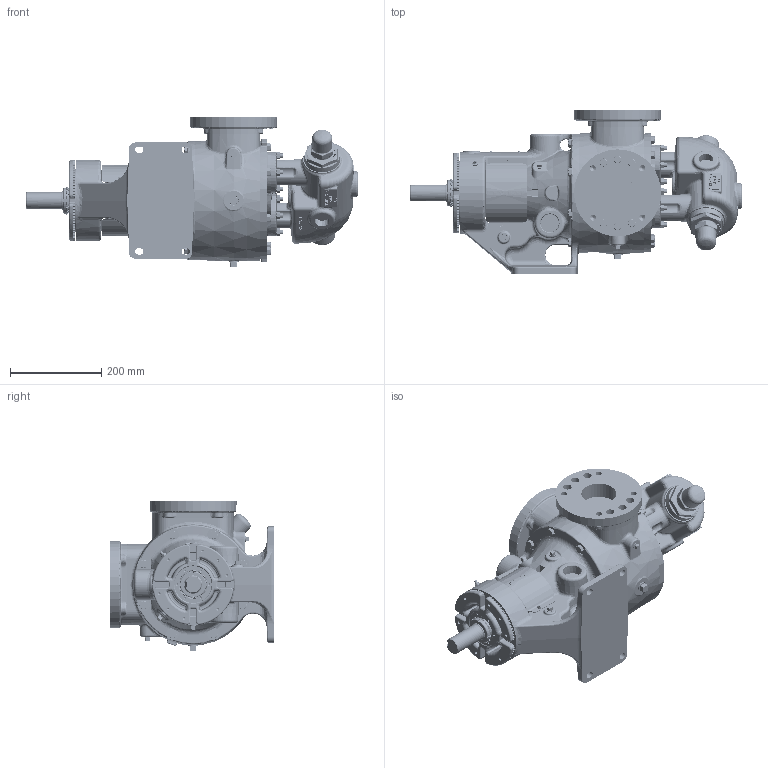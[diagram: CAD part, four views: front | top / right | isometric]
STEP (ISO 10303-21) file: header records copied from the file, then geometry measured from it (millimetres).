
FILE_DESCRIPTION (( 'STEP AP214' ), '1' );
FILE_NAME ('LV-4808.step', '2025-12-05T04:33:44', ( '' ), ( '' ), 'SwSTEP 2.0', 'SolidWorks 2024', '' );
FILE_SCHEMA (( 'AUTOMOTIVE_DESIGN' ));
Products named in the file (1): LV-4808
Bounding box: 726 x 360.36 x 327.72 mm (x, y, z)
Volume: 21136911 mm3; surface area: 1050079.3 mm2
Topology: 1 solids, 1 shells, 6353 faces, 15962 edges, 9814 vertices
Faces by surface type: bspline 2180, plane 1926, cylinder 1030, cone 871, torus 234, sphere 112
Entity records: 313540 total; most frequent: CARTESIAN_POINT 180300, ORIENTED_EDGE 31610, DIRECTION 21780, EDGE_CURVE 15805, VERTEX_POINT 9811, AXIS2_PLACEMENT_3D 8136, EDGE_LOOP 6734, ADVANCED_FACE 6353
